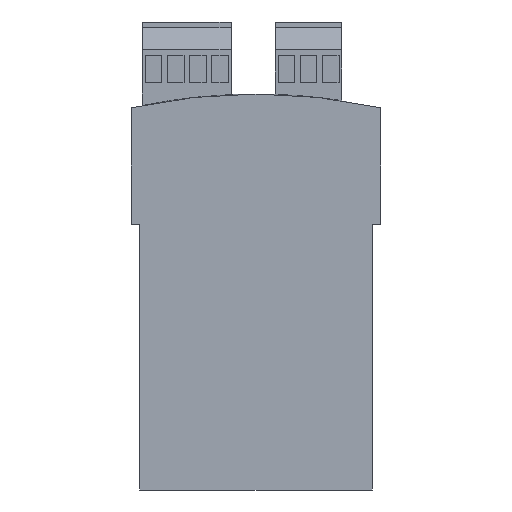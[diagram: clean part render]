
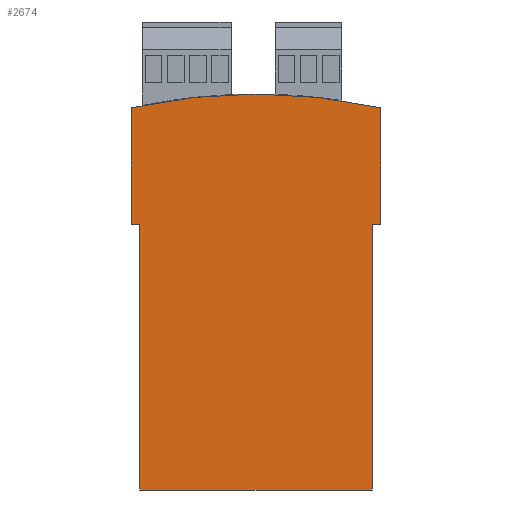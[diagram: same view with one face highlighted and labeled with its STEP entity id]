
A CAD part, front view. The second image highlights one B-rep face of the part: STEP entity #2674.
In plain terms, the highlighted planar face has unit normal (0, -1, 0).
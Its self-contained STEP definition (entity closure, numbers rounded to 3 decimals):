
#1=DIRECTION('',(1.,0.,0.));
#2=VECTOR('',#1,1.5);
#3=CARTESIAN_POINT('',(-22.5,-10.8,13.5));
#4=LINE('',#3,#2);
#5=DIRECTION('',(0.,0.,1.));
#6=VECTOR('',#5,21.);
#7=CARTESIAN_POINT('',(-22.5,-10.8,13.5));
#8=LINE('',#7,#6);
#9=CARTESIAN_POINT('',(0.,-10.8,-65.5));
#10=DIRECTION('',(0.,1.,0.));
#11=DIRECTION('',(-0.22,0.,0.976));
#12=AXIS2_PLACEMENT_3D('',#9,#10,#11);
#14=DIRECTION('',(0.,0.,-1.));
#15=VECTOR('',#14,21.);
#16=CARTESIAN_POINT('',(22.5,-10.8,34.5));
#17=LINE('',#16,#15);
#18=DIRECTION('',(1.,0.,0.));
#19=VECTOR('',#18,1.5);
#20=CARTESIAN_POINT('',(21.,-10.8,13.5));
#21=LINE('',#20,#19);
#22=DIRECTION('',(0.,0.,1.));
#23=VECTOR('',#22,48.);
#24=CARTESIAN_POINT('',(21.,-10.8,-34.5));
#25=LINE('',#24,#23);
#26=DIRECTION('',(-1.,0.,0.));
#27=VECTOR('',#26,42.);
#28=CARTESIAN_POINT('',(21.,-10.8,-34.5));
#29=LINE('',#28,#27);
#30=DIRECTION('',(0.,0.,1.));
#31=VECTOR('',#30,48.);
#32=CARTESIAN_POINT('',(-21.,-10.8,-34.5));
#33=LINE('',#32,#31);
#2011=CARTESIAN_POINT('',(-22.5,-10.8,34.5));
#2012=CARTESIAN_POINT('',(22.5,-10.8,34.5));
#2013=VERTEX_POINT('',#2011);
#2014=VERTEX_POINT('',#2012);
#2035=CARTESIAN_POINT('',(-22.5,-10.8,13.5));
#2036=CARTESIAN_POINT('',(-21.,-10.8,13.5));
#2037=VERTEX_POINT('',#2035);
#2038=VERTEX_POINT('',#2036);
#2039=CARTESIAN_POINT('',(21.,-10.8,13.5));
#2040=CARTESIAN_POINT('',(22.5,-10.8,13.5));
#2041=VERTEX_POINT('',#2039);
#2042=VERTEX_POINT('',#2040);
#2043=CARTESIAN_POINT('',(-21.,-10.8,-34.5));
#2044=VERTEX_POINT('',#2043);
#2045=CARTESIAN_POINT('',(21.,-10.8,-34.5));
#2046=VERTEX_POINT('',#2045);
#2651=CARTESIAN_POINT('',(0.,-10.8,0.));
#2652=DIRECTION('',(0.,1.,0.));
#2653=DIRECTION('',(1.,0.,0.));
#2654=AXIS2_PLACEMENT_3D('',#2651,#2652,#2653);
#2655=PLANE('',#2654);
#2657=ORIENTED_EDGE('',*,*,#2656,.F.);
#2659=ORIENTED_EDGE('',*,*,#2658,.T.);
#2661=ORIENTED_EDGE('',*,*,#2660,.T.);
#2663=ORIENTED_EDGE('',*,*,#2662,.T.);
#2665=ORIENTED_EDGE('',*,*,#2664,.F.);
#2667=ORIENTED_EDGE('',*,*,#2666,.F.);
#2669=ORIENTED_EDGE('',*,*,#2668,.T.);
#2671=ORIENTED_EDGE('',*,*,#2670,.T.);
#2672=EDGE_LOOP('',(#2657,#2659,#2661,#2663,#2665,#2667,#2669,#2671));
#2673=FACE_OUTER_BOUND('',#2672,.F.);
#2674=ADVANCED_FACE('',(#2673),#2655,.F.);
#13=CIRCLE('',#12,102.5);
#2656=EDGE_CURVE('',#2037,#2038,#4,.T.);
#2658=EDGE_CURVE('',#2037,#2013,#8,.T.);
#2660=EDGE_CURVE('',#2013,#2014,#13,.T.);
#2662=EDGE_CURVE('',#2014,#2042,#17,.T.);
#2664=EDGE_CURVE('',#2041,#2042,#21,.T.);
#2666=EDGE_CURVE('',#2046,#2041,#25,.T.);
#2668=EDGE_CURVE('',#2046,#2044,#29,.T.);
#2670=EDGE_CURVE('',#2044,#2038,#33,.T.);
